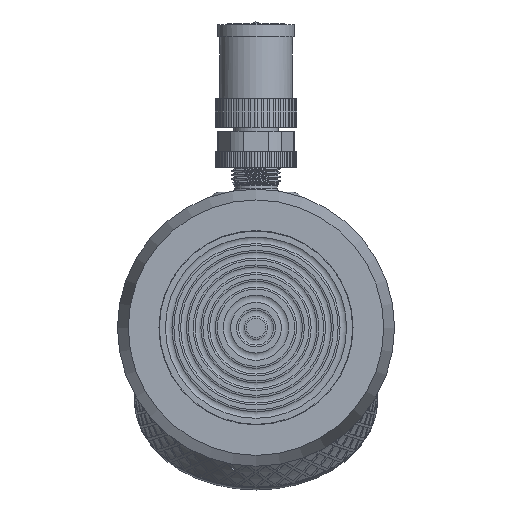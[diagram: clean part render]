
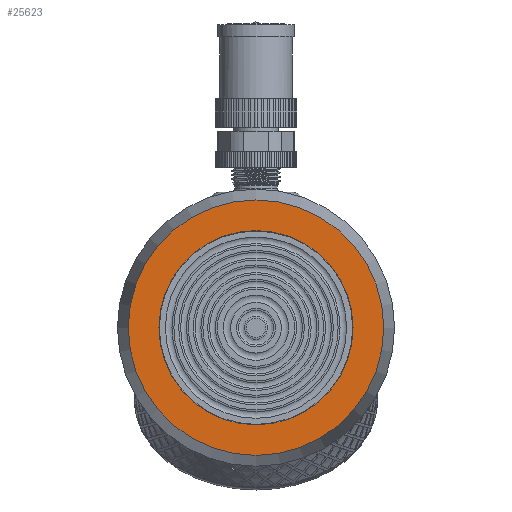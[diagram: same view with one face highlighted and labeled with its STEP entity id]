
A CAD part, left-side view. The second image highlights one B-rep face of the part: STEP entity #25623.
In plain terms, the highlighted planar face has unit normal (-1, 0, 0).
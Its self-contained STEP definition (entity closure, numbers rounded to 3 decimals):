
#85=FACE_BOUND('',#3328,.T.);
#1345=PLANE('',#27456);
#1639=FACE_OUTER_BOUND('',#3327,.T.);
#3327=EDGE_LOOP('',(#17182));
#3328=EDGE_LOOP('',(#17183));
#5252=CIRCLE('',#27447,24.);
#5257=CIRCLE('',#27457,31.571);
#10078=VERTEX_POINT('',#37517);
#10080=VERTEX_POINT('',#37530);
#12877=EDGE_CURVE('',#10078,#10078,#5252,.T.);
#12883=EDGE_CURVE('',#10080,#10080,#5257,.T.);
#17182=ORIENTED_EDGE('',*,*,#12883,.F.);
#17183=ORIENTED_EDGE('',*,*,#12877,.T.);
#25623=ADVANCED_FACE('',(#1639,#85),#1345,.T.);
#27447=AXIS2_PLACEMENT_3D('',#37518,#29201,#29202);
#27456=AXIS2_PLACEMENT_3D('',#37529,#29220,#29221);
#27457=AXIS2_PLACEMENT_3D('',#37531,#29222,#29223);
#29201=DIRECTION('center_axis',(1.,0.,0.));
#29202=DIRECTION('ref_axis',(0.,1.,0.));
#29220=DIRECTION('center_axis',(-1.,0.,0.));
#29221=DIRECTION('ref_axis',(0.,0.,1.));
#29222=DIRECTION('center_axis',(1.,0.,0.));
#29223=DIRECTION('ref_axis',(0.,0.,-1.));
#37517=CARTESIAN_POINT('',(-31.,-24.,0.));
#37518=CARTESIAN_POINT('Origin',(-31.,0.,0.));
#37529=CARTESIAN_POINT('Origin',(-31.,31.571,0.));
#37530=CARTESIAN_POINT('',(-31.,-31.571,0.));
#37531=CARTESIAN_POINT('Origin',(-31.,0.,0.));
